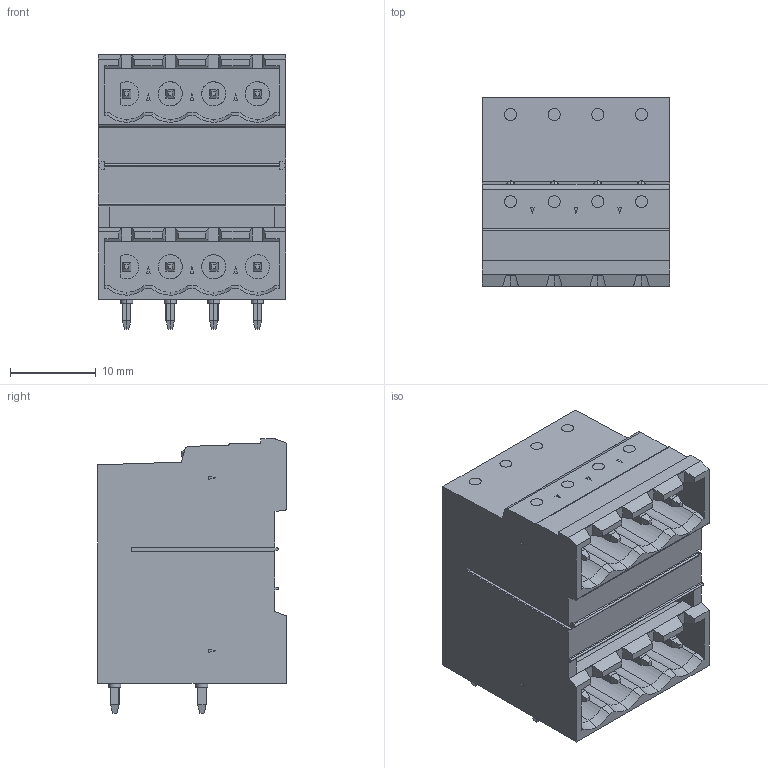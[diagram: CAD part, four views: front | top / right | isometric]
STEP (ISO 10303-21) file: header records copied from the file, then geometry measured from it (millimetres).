
FILE_DESCRIPTION(/* description */ (''),/* implementation_level */ '2;1');
FILE_NAME(/* name */ 'pxc_1736713_01_MDSTB-2-5-4-G1-5-08_3D',/* time_stamp */ '2020-01-13T04:52:50-03:00',/* author */ (''),/* organization */ (''),/* preprocessor_version */ 'ST-DEVELOPER v10',/* originating_system */ '',/* authorisation */ '');
FILE_SCHEMA (('AUTOMOTIVE_DESIGN'));
Length unit declared in the file: millimetre
Products named in the file (1): 1
Bounding box: 21.88 x 22 x 32 mm (x, y, z)
Volume: 10587.6 mm3; surface area: 4831.2 mm2
Topology: 1 solids, 1 shells, 687 faces, 1566 edges, 928 vertices
Faces by surface type: plane 569, bspline 118
Entity records: 16928 total; most frequent: CARTESIAN_POINT 6180, ORIENTED_EDGE 3132, EDGE_CURVE 1566, B_SPLINE_CURVE_WITH_KNOTS 1219, VERTEX_POINT 928, EDGE_LOOP 734, ADVANCED_FACE 687, FACE_OUTER_BOUND 687
